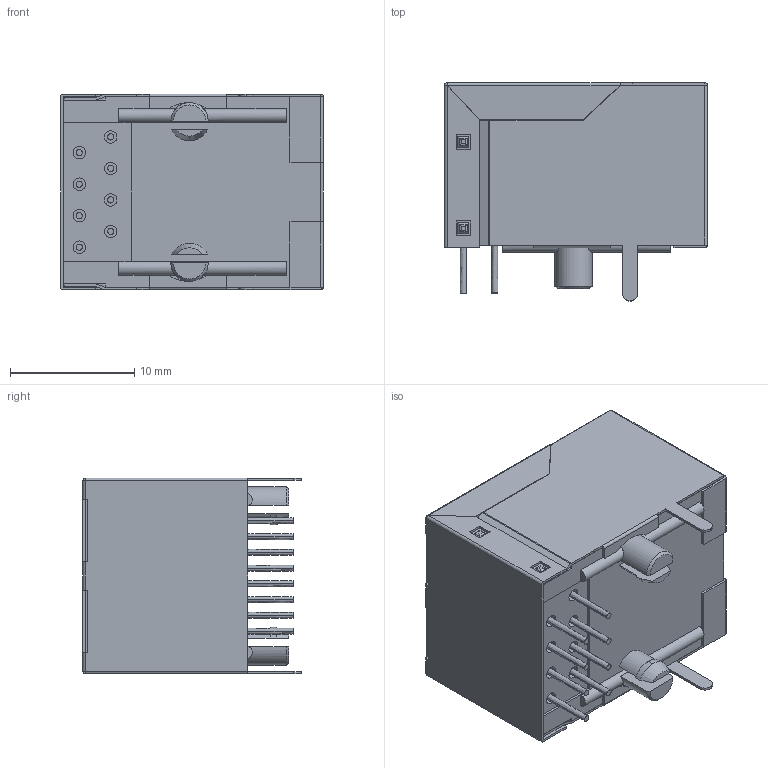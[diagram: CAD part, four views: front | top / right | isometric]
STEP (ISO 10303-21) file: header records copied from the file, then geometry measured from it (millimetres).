
FILE_DESCRIPTION (( 'STEP AP214' ), '1' );
FILE_NAME ('61500814221.STEP', '2021-06-09T09:01:09', ( '' ), ( '' ), 'SwSTEP 2.0', 'SolidWorks 2018', '' );
FILE_SCHEMA (( 'AUTOMOTIVE_DESIGN' ));
Length unit declared in the file: millimetre
Products named in the file (4): 61500814221- PIN; 61500814221- Inner Part; 61500814221- BODY; 61500814221
Assembly tree (3 placements, depth 2):
  61500814221
    61500814221- BODY
    61500814221- Inner Part
    61500814221- PIN
Bounding box: 21.2 x 17.6 x 15.8 mm (x, y, z)
Volume: 2667.5 mm3; surface area: 7351.4 mm2
Topology: 11 solids, 11 shells, 613 faces, 1631 edges, 1047 vertices
Faces by surface type: plane 411, cylinder 164, bspline 32, cone 6
Entity records: 36305 total; most frequent: CARTESIAN_POINT 17348, ORIENTED_EDGE 3262, DIRECTION 2945, EDGE_CURVE 1631, VECTOR 1203, LINE 1203, VERTEX_POINT 1047, AXIS2_PLACEMENT_3D 871
